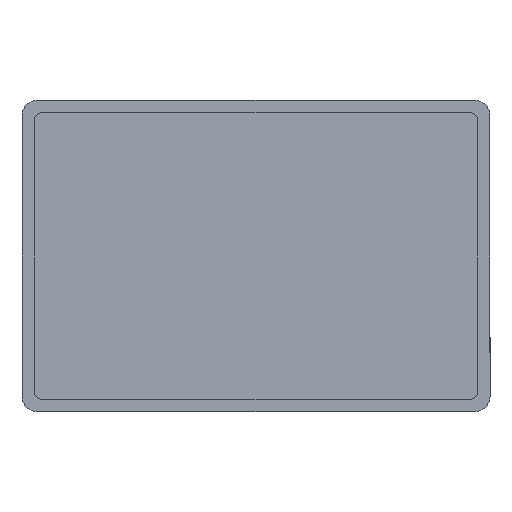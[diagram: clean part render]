
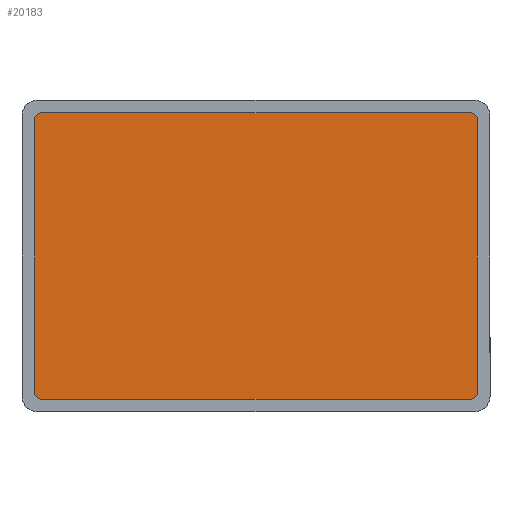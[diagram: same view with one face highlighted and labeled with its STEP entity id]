
A CAD part, front view. The second image highlights one B-rep face of the part: STEP entity #20183.
In plain terms, the highlighted planar face has unit normal (0, -1, 0).
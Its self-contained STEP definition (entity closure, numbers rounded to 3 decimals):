
#172 = EDGE_CURVE ( 'NONE', #7286, #11643, #19763, .T. ) ;
#297 = EDGE_CURVE ( 'NONE', #17368, #5873, #7654, .T. ) ;
#851 = ORIENTED_EDGE ( 'NONE', *, *, #7334, .F. ) ;
#2311 = CIRCLE ( 'NONE', #10997, 9. ) ;
#2370 = DIRECTION ( 'NONE',  ( 1., 0., 0. ) ) ;
#2654 = DIRECTION ( 'NONE',  ( 0., 0., 1. ) ) ;
#2689 = DIRECTION ( 'NONE',  ( 0., 0., 1. ) ) ;
#2755 = VERTEX_POINT ( 'NONE', #8108 ) ;
#2794 = CARTESIAN_POINT ( 'NONE',  ( -274., 0., -174. ) ) ;
#3208 = CARTESIAN_POINT ( 'NONE',  ( 274., 0., 174. ) ) ;
#3710 = CARTESIAN_POINT ( 'NONE',  ( -274., 0., -174. ) ) ;
#4508 = VERTEX_POINT ( 'NONE', #16707 ) ;
#5202 = CARTESIAN_POINT ( 'NONE',  ( 283., 0., 174. ) ) ;
#5813 = CARTESIAN_POINT ( 'NONE',  ( -283., 0., 174. ) ) ;
#5839 = FACE_OUTER_BOUND ( 'NONE', #15088, .T. ) ;
#5873 = VERTEX_POINT ( 'NONE', #5813 ) ;
#6216 = AXIS2_PLACEMENT_3D ( 'NONE', #12237, #13450, #11922 ) ;
#6658 = CARTESIAN_POINT ( 'NONE',  ( -274., 0., 174. ) ) ;
#6661 = EDGE_CURVE ( 'NONE', #4508, #17368, #15845, .T. ) ;
#6678 = ORIENTED_EDGE ( 'NONE', *, *, #297, .F. ) ;
#6775 = VERTEX_POINT ( 'NONE', #17282 ) ;
#7286 = VERTEX_POINT ( 'NONE', #9304 ) ;
#7334 = EDGE_CURVE ( 'NONE', #6775, #2755, #2311, .T. ) ;
#7339 = CARTESIAN_POINT ( 'NONE',  ( -283., 0., 174. ) ) ;
#7654 = LINE ( 'NONE', #7339, #11094 ) ;
#7731 = ORIENTED_EDGE ( 'NONE', *, *, #10733, .F. ) ;
#8023 = ORIENTED_EDGE ( 'NONE', *, *, #6661, .F. ) ;
#8108 = CARTESIAN_POINT ( 'NONE',  ( 283., 0., 174. ) ) ;
#8189 = AXIS2_PLACEMENT_3D ( 'NONE', #3710, #10348, #20651 ) ;
#8215 = DIRECTION ( 'NONE',  ( -1., 0., 0. ) ) ;
#9036 = EDGE_CURVE ( 'NONE', #5873, #20700, #16252, .T. ) ;
#9304 = CARTESIAN_POINT ( 'NONE',  ( 283., 0., -174. ) ) ;
#10252 = EDGE_CURVE ( 'NONE', #11643, #4508, #19635, .T. ) ;
#10348 = DIRECTION ( 'NONE',  ( 0., 1., 0. ) ) ;
#10635 = VECTOR ( 'NONE', #13805, 1000. ) ;
#10662 = EDGE_CURVE ( 'NONE', #2755, #7286, #20106, .T. ) ;
#10733 = EDGE_CURVE ( 'NONE', #20700, #6775, #15635, .T. ) ;
#10749 = CARTESIAN_POINT ( 'NONE',  ( -274., 0., 183. ) ) ;
#10997 = AXIS2_PLACEMENT_3D ( 'NONE', #3208, #18103, #18546 ) ;
#11070 = PLANE ( 'NONE',  #19209 ) ;
#11094 = VECTOR ( 'NONE', #2654, 1000. ) ;
#11643 = VERTEX_POINT ( 'NONE', #16206 ) ;
#11884 = DIRECTION ( 'NONE',  ( 0., 0., 1. ) ) ;
#11922 = DIRECTION ( 'NONE',  ( 0., 0., 1. ) ) ;
#11961 = CARTESIAN_POINT ( 'NONE',  ( -283., 0., -174. ) ) ;
#12004 = VECTOR ( 'NONE', #8215, 1000. ) ;
#12237 = CARTESIAN_POINT ( 'NONE',  ( 274., 0., -174. ) ) ;
#13112 = CARTESIAN_POINT ( 'NONE',  ( -274., 0., 183. ) ) ;
#13450 = DIRECTION ( 'NONE',  ( 0., 1., 0. ) ) ;
#13805 = DIRECTION ( 'NONE',  ( 0., 0., -1. ) ) ;
#15088 = EDGE_LOOP ( 'NONE', ( #8023, #16879, #17062, #17088, #851, #7731, #19423, #6678 ) ) ;
#15635 = LINE ( 'NONE', #10749, #19644 ) ;
#15845 = CIRCLE ( 'NONE', #8189, 9. ) ;
#16206 = CARTESIAN_POINT ( 'NONE',  ( 274., 0., -183. ) ) ;
#16252 = CIRCLE ( 'NONE', #19031, 9. ) ;
#16707 = CARTESIAN_POINT ( 'NONE',  ( -274., 0., -183. ) ) ;
#16879 = ORIENTED_EDGE ( 'NONE', *, *, #10252, .F. ) ;
#16884 = DIRECTION ( 'NONE',  ( 0., 1., 0. ) ) ;
#17062 = ORIENTED_EDGE ( 'NONE', *, *, #172, .F. ) ;
#17088 = ORIENTED_EDGE ( 'NONE', *, *, #10662, .F. ) ;
#17282 = CARTESIAN_POINT ( 'NONE',  ( 274., 0., 183. ) ) ;
#17368 = VERTEX_POINT ( 'NONE', #11961 ) ;
#18103 = DIRECTION ( 'NONE',  ( 0., 1., 0. ) ) ;
#18332 = CARTESIAN_POINT ( 'NONE',  ( -274., 0., -183. ) ) ;
#18546 = DIRECTION ( 'NONE',  ( 0., 0., 1. ) ) ;
#19031 = AXIS2_PLACEMENT_3D ( 'NONE', #6658, #16884, #11884 ) ;
#19114 = DIRECTION ( 'NONE',  ( 0., 1., 0. ) ) ;
#19209 = AXIS2_PLACEMENT_3D ( 'NONE', #2794, #19114, #2689 ) ;
#19423 = ORIENTED_EDGE ( 'NONE', *, *, #9036, .F. ) ;
#19635 = LINE ( 'NONE', #18332, #12004 ) ;
#19644 = VECTOR ( 'NONE', #2370, 1000. ) ;
#19763 = CIRCLE ( 'NONE', #6216, 9. ) ;
#20106 = LINE ( 'NONE', #5202, #10635 ) ;
#20183 = ADVANCED_FACE ( 'NONE', ( #5839 ), #11070, .F. ) ;
#20651 = DIRECTION ( 'NONE',  ( 0., 0., 1. ) ) ;
#20700 = VERTEX_POINT ( 'NONE', #13112 ) ;
